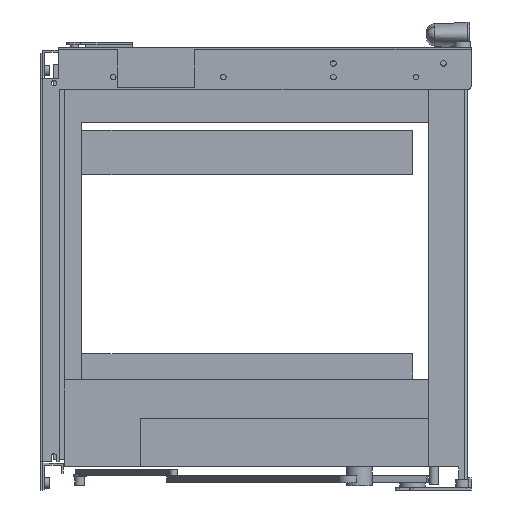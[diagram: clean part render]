
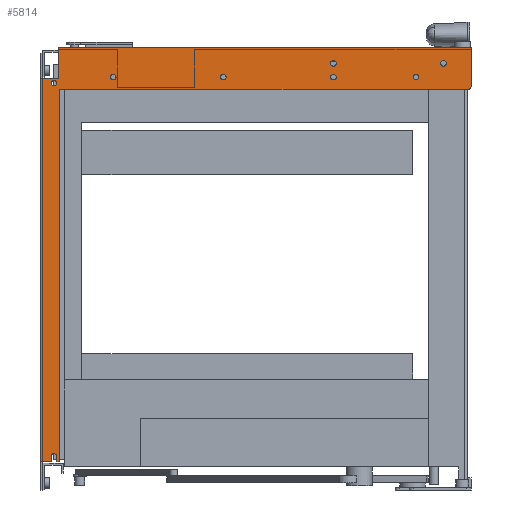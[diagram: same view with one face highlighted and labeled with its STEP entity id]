
A CAD part, left-side view. The second image highlights one B-rep face of the part: STEP entity #5814.
In plain terms, the highlighted planar face has unit normal (-1, 0, 0).
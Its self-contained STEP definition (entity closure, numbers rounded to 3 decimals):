
#54=FACE_BOUND('',#2324,.T.);
#55=FACE_BOUND('',#2325,.T.);
#56=FACE_BOUND('',#2326,.T.);
#57=FACE_BOUND('',#2327,.T.);
#58=FACE_BOUND('',#2328,.T.);
#59=FACE_BOUND('',#2329,.T.);
#60=FACE_BOUND('',#2330,.T.);
#152=PLANE('',#6280);
#380=LINE('',#8648,#1005);
#401=LINE('',#8700,#1026);
#476=LINE('',#8942,#1101);
#480=LINE('',#8951,#1105);
#482=LINE('',#8955,#1107);
#483=LINE('',#8958,#1108);
#491=LINE('',#8993,#1116);
#492=LINE('',#8995,#1117);
#493=LINE('',#8996,#1118);
#494=LINE('',#8998,#1119);
#495=LINE('',#8999,#1120);
#1005=VECTOR('',#6815,10.);
#1026=VECTOR('',#6854,10.);
#1101=VECTOR('',#7093,10.);
#1105=VECTOR('',#7103,10.);
#1107=VECTOR('',#7107,10.);
#1108=VECTOR('',#7110,10.);
#1116=VECTOR('',#7152,10.);
#1117=VECTOR('',#7153,10.);
#1118=VECTOR('',#7154,10.);
#1119=VECTOR('',#7155,10.);
#1120=VECTOR('',#7156,10.);
#1640=CIRCLE('',#6175,3.);
#1685=CIRCLE('',#6257,3.25);
#1686=CIRCLE('',#6260,3.25);
#1695=CIRCLE('',#6281,3.25);
#1696=CIRCLE('',#6282,3.25);
#1697=CIRCLE('',#6283,3.25);
#1698=CIRCLE('',#6284,3.25);
#1699=CIRCLE('',#6285,3.25);
#1700=CIRCLE('',#6286,3.25);
#1964=FACE_OUTER_BOUND('',#2323,.T.);
#2323=EDGE_LOOP('',(#4461,#4462,#4463,#4464,#4465,#4466,#4467,#4468,#4469,
#4470,#4471,#4472,#4473));
#2324=EDGE_LOOP('',(#4474));
#2325=EDGE_LOOP('',(#4475));
#2326=EDGE_LOOP('',(#4476));
#2327=EDGE_LOOP('',(#4477));
#2328=EDGE_LOOP('',(#4478));
#2329=EDGE_LOOP('',(#4479));
#2330=EDGE_LOOP('',(#4480));
#2707=VERTEX_POINT('',#8645);
#2708=VERTEX_POINT('',#8647);
#2728=VERTEX_POINT('',#8692);
#2729=VERTEX_POINT('',#8694);
#2730=VERTEX_POINT('',#8698);
#2813=VERTEX_POINT('',#8935);
#2814=VERTEX_POINT('',#8939);
#2815=VERTEX_POINT('',#8941);
#2816=VERTEX_POINT('',#8945);
#2817=VERTEX_POINT('',#8949);
#2818=VERTEX_POINT('',#8953);
#2819=VERTEX_POINT('',#8957);
#2830=VERTEX_POINT('',#8994);
#2831=VERTEX_POINT('',#8997);
#2832=VERTEX_POINT('',#9000);
#2833=VERTEX_POINT('',#9002);
#2834=VERTEX_POINT('',#9004);
#2835=VERTEX_POINT('',#9006);
#2836=VERTEX_POINT('',#9008);
#2837=VERTEX_POINT('',#9010);
#3282=EDGE_CURVE('',#2707,#2708,#380,.T.);
#3305=EDGE_CURVE('',#2728,#2729,#1640,.T.);
#3308=EDGE_CURVE('',#2730,#2728,#401,.T.);
#3425=EDGE_CURVE('',#2813,#2813,#1685,.T.);
#3428=EDGE_CURVE('',#2815,#2814,#476,.T.);
#3431=EDGE_CURVE('',#2814,#2816,#1686,.T.);
#3433=EDGE_CURVE('',#2816,#2817,#480,.T.);
#3435=EDGE_CURVE('',#2817,#2818,#482,.T.);
#3436=EDGE_CURVE('',#2819,#2815,#483,.T.);
#3452=EDGE_CURVE('',#2730,#2708,#491,.T.);
#3453=EDGE_CURVE('',#2707,#2830,#492,.T.);
#3454=EDGE_CURVE('',#2819,#2830,#493,.T.);
#3455=EDGE_CURVE('',#2818,#2831,#494,.T.);
#3456=EDGE_CURVE('',#2729,#2831,#495,.T.);
#3457=EDGE_CURVE('',#2832,#2832,#1695,.T.);
#3458=EDGE_CURVE('',#2833,#2833,#1696,.T.);
#3459=EDGE_CURVE('',#2834,#2834,#1697,.T.);
#3460=EDGE_CURVE('',#2835,#2835,#1698,.T.);
#3461=EDGE_CURVE('',#2836,#2836,#1699,.T.);
#3462=EDGE_CURVE('',#2837,#2837,#1700,.T.);
#4461=ORIENTED_EDGE('',*,*,#3305,.F.);
#4462=ORIENTED_EDGE('',*,*,#3308,.F.);
#4463=ORIENTED_EDGE('',*,*,#3452,.T.);
#4464=ORIENTED_EDGE('',*,*,#3282,.F.);
#4465=ORIENTED_EDGE('',*,*,#3453,.T.);
#4466=ORIENTED_EDGE('',*,*,#3454,.F.);
#4467=ORIENTED_EDGE('',*,*,#3436,.T.);
#4468=ORIENTED_EDGE('',*,*,#3428,.T.);
#4469=ORIENTED_EDGE('',*,*,#3431,.T.);
#4470=ORIENTED_EDGE('',*,*,#3433,.T.);
#4471=ORIENTED_EDGE('',*,*,#3435,.T.);
#4472=ORIENTED_EDGE('',*,*,#3455,.T.);
#4473=ORIENTED_EDGE('',*,*,#3456,.F.);
#4474=ORIENTED_EDGE('',*,*,#3425,.T.);
#4475=ORIENTED_EDGE('',*,*,#3457,.T.);
#4476=ORIENTED_EDGE('',*,*,#3458,.T.);
#4477=ORIENTED_EDGE('',*,*,#3459,.T.);
#4478=ORIENTED_EDGE('',*,*,#3460,.T.);
#4479=ORIENTED_EDGE('',*,*,#3461,.T.);
#4480=ORIENTED_EDGE('',*,*,#3462,.T.);
#5814=ADVANCED_FACE('',(#1964,#54,#55,#56,#57,#58,#59,#60),#152,.T.);
#6175=AXIS2_PLACEMENT_3D('',#8695,#6848,#6849);
#6257=AXIS2_PLACEMENT_3D('',#8936,#7087,#7088);
#6260=AXIS2_PLACEMENT_3D('',#8947,#7098,#7099);
#6280=AXIS2_PLACEMENT_3D('',#8992,#7150,#7151);
#6281=AXIS2_PLACEMENT_3D('',#9001,#7157,#7158);
#6282=AXIS2_PLACEMENT_3D('',#9003,#7159,#7160);
#6283=AXIS2_PLACEMENT_3D('',#9005,#7161,#7162);
#6284=AXIS2_PLACEMENT_3D('',#9007,#7163,#7164);
#6285=AXIS2_PLACEMENT_3D('',#9009,#7165,#7166);
#6286=AXIS2_PLACEMENT_3D('',#9011,#7167,#7168);
#6815=DIRECTION('',(0.,0.,1.));
#6848=DIRECTION('center_axis',(1.,0.,0.));
#6849=DIRECTION('ref_axis',(0.,-0.707,-0.707));
#6854=DIRECTION('',(0.,0.,-1.));
#7087=DIRECTION('center_axis',(1.,0.,0.));
#7088=DIRECTION('ref_axis',(0.,0.,-1.));
#7093=DIRECTION('',(0.,0.,1.));
#7098=DIRECTION('center_axis',(1.,0.,0.));
#7099=DIRECTION('ref_axis',(0.,0.,-1.));
#7103=DIRECTION('',(0.,0.,-1.));
#7107=DIRECTION('',(0.,-1.,0.));
#7110=DIRECTION('',(0.,-1.,0.));
#7150=DIRECTION('center_axis',(-1.,0.,0.));
#7151=DIRECTION('ref_axis',(0.,0.,1.));
#7152=DIRECTION('',(0.,1.,0.));
#7153=DIRECTION('',(0.,1.,0.));
#7154=DIRECTION('',(0.,0.,1.));
#7155=DIRECTION('',(0.,0.,1.));
#7156=DIRECTION('',(0.,1.,0.));
#7157=DIRECTION('center_axis',(1.,0.,0.));
#7158=DIRECTION('ref_axis',(0.,0.,-1.));
#7159=DIRECTION('center_axis',(1.,0.,0.));
#7160=DIRECTION('ref_axis',(0.,0.,-1.));
#7161=DIRECTION('center_axis',(1.,0.,0.));
#7162=DIRECTION('ref_axis',(0.,0.,-1.));
#7163=DIRECTION('center_axis',(1.,0.,0.));
#7164=DIRECTION('ref_axis',(0.,0.,-1.));
#7165=DIRECTION('center_axis',(1.,0.,0.));
#7166=DIRECTION('ref_axis',(0.,0.,-1.));
#7167=DIRECTION('center_axis',(1.,0.,0.));
#7168=DIRECTION('ref_axis',(0.,0.,-1.));
#8645=CARTESIAN_POINT('',(0.,480.,479.));
#8647=CARTESIAN_POINT('',(0.,480.,514.));
#8648=CARTESIAN_POINT('',(0.,480.,514.));
#8692=CARTESIAN_POINT('',(0.,0.,469.));
#8694=CARTESIAN_POINT('',(0.,3.,466.));
#8695=CARTESIAN_POINT('Origin',(0.,3.,469.));
#8698=CARTESIAN_POINT('',(0.,0.,514.));
#8700=CARTESIAN_POINT('',(0.,0.,514.));
#8935=CARTESIAN_POINT('',(0.,485.,476.25));
#8936=CARTESIAN_POINT('Origin',(0.,485.,473.));
#8939=CARTESIAN_POINT('',(0.,488.25,39.));
#8941=CARTESIAN_POINT('',(0.,488.25,33.));
#8942=CARTESIAN_POINT('',(0.,488.25,249.5));
#8945=CARTESIAN_POINT('',(0.,481.75,39.));
#8947=CARTESIAN_POINT('Origin',(0.,485.,39.));
#8949=CARTESIAN_POINT('',(0.,481.75,33.));
#8951=CARTESIAN_POINT('',(0.,481.75,252.5));
#8953=CARTESIAN_POINT('',(0.,478.5,33.));
#8955=CARTESIAN_POINT('',(0.,250.,33.));
#8957=CARTESIAN_POINT('',(0.,500.,33.));
#8958=CARTESIAN_POINT('',(0.,250.,33.));
#8992=CARTESIAN_POINT('Origin',(0.,0.,466.));
#8993=CARTESIAN_POINT('',(0.,0.,514.));
#8994=CARTESIAN_POINT('',(0.,500.,479.));
#8995=CARTESIAN_POINT('',(0.,250.,479.));
#8996=CARTESIAN_POINT('',(0.,500.,0.));
#8997=CARTESIAN_POINT('',(0.,478.5,466.));
#8998=CARTESIAN_POINT('',(0.,478.5,0.));
#8999=CARTESIAN_POINT('',(0.,0.,466.));
#9000=CARTESIAN_POINT('',(0.,160.,483.25));
#9001=CARTESIAN_POINT('Origin',(0.,160.,480.));
#9002=CARTESIAN_POINT('',(0.,288.,483.25));
#9003=CARTESIAN_POINT('Origin',(0.,288.,480.));
#9004=CARTESIAN_POINT('',(0.,160.,499.25));
#9005=CARTESIAN_POINT('Origin',(0.,160.,496.));
#9006=CARTESIAN_POINT('',(0.,32.,499.25));
#9007=CARTESIAN_POINT('Origin',(0.,32.,496.));
#9008=CARTESIAN_POINT('',(0.,64.,483.25));
#9009=CARTESIAN_POINT('Origin',(0.,64.,480.));
#9010=CARTESIAN_POINT('',(0.,416.,483.25));
#9011=CARTESIAN_POINT('Origin',(0.,416.,480.));
